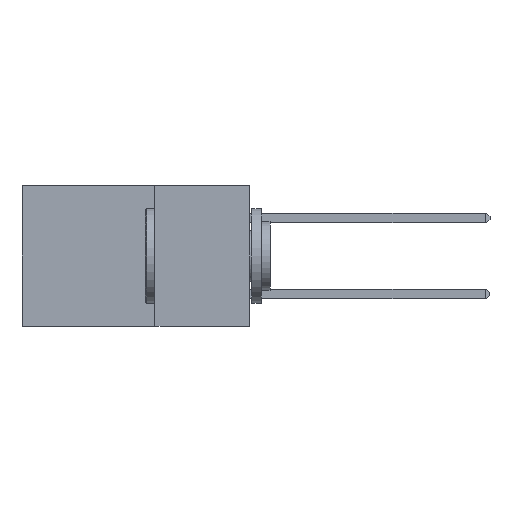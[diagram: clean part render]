
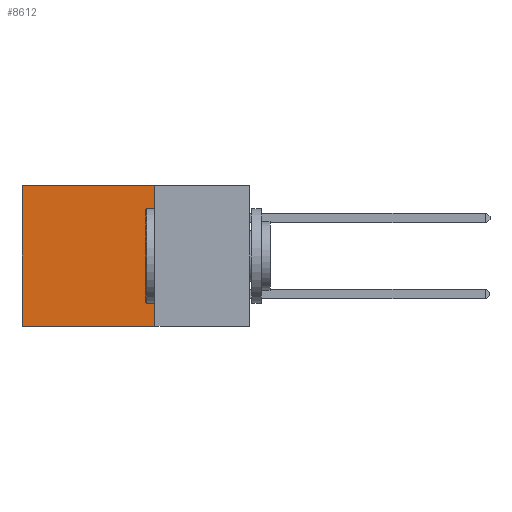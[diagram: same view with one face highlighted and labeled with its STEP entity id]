
A CAD part, left-side view. The second image highlights one B-rep face of the part: STEP entity #8612.
In plain terms, the highlighted planar face has unit normal (-1, 0, 0).
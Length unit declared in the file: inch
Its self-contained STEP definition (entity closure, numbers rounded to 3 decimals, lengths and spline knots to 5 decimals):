
#51 = AXIS2_PLACEMENT_3D ( 'NONE', #7709, #19467, #9437 ) ;
#419 = FACE_OUTER_BOUND ( 'NONE', #2862, .T. ) ;
#1002 = ORIENTED_EDGE ( 'NONE', *, *, #10269, .T. ) ;
#1252 = DIRECTION ( 'NONE',  ( 0., 1., 0. ) ) ;
#2464 = DIRECTION ( 'NONE',  ( 0., 0., -1. ) ) ;
#2571 = EDGE_CURVE ( 'NONE', #14292, #5112, #21509, .T. ) ;
#2746 = ORIENTED_EDGE ( 'NONE', *, *, #2571, .F. ) ;
#2854 = CARTESIAN_POINT ( 'NONE',  ( 0.2875, 0.25, 0. ) ) ;
#2862 = EDGE_LOOP ( 'NONE', ( #1002, #4996, #2746, #9143 ) ) ;
#3356 = LINE ( 'NONE', #8769, #7924 ) ;
#4996 = ORIENTED_EDGE ( 'NONE', *, *, #9327, .F. ) ;
#5112 = VERTEX_POINT ( 'NONE', #20927 ) ;
#6257 = VERTEX_POINT ( 'NONE', #6761 ) ;
#6761 = CARTESIAN_POINT ( 'NONE',  ( 0.2875, 0.6, 0. ) ) ;
#7709 = CARTESIAN_POINT ( 'NONE',  ( 0.2875, 0.25, 0. ) ) ;
#7924 = VECTOR ( 'NONE', #17105, 39.37008 ) ;
#8612 = ADVANCED_FACE ( 'NONE', ( #419 ), #16093, .F. ) ;
#8769 = CARTESIAN_POINT ( 'NONE',  ( 0.2875, 0.6, 0. ) ) ;
#9143 = ORIENTED_EDGE ( 'NONE', *, *, #13948, .T. ) ;
#9327 = EDGE_CURVE ( 'NONE', #5112, #19234, #13254, .T. ) ;
#9437 = DIRECTION ( 'NONE',  ( 0., 0., -1. ) ) ;
#10168 = LINE ( 'NONE', #11701, #10699 ) ;
#10269 = EDGE_CURVE ( 'NONE', #6257, #19234, #3356, .T. ) ;
#10699 = VECTOR ( 'NONE', #11772, 39.37008 ) ;
#11701 = CARTESIAN_POINT ( 'NONE',  ( 0.2875, 0.25, 0. ) ) ;
#11772 = DIRECTION ( 'NONE',  ( 0., 1., 0. ) ) ;
#12710 = VECTOR ( 'NONE', #1252, 39.37008 ) ;
#13254 = LINE ( 'NONE', #21543, #12710 ) ;
#13948 = EDGE_CURVE ( 'NONE', #14292, #6257, #10168, .T. ) ;
#14125 = CARTESIAN_POINT ( 'NONE',  ( 0.2875, 0.6, -0.37 ) ) ;
#14292 = VERTEX_POINT ( 'NONE', #20899 ) ;
#16093 = PLANE ( 'NONE',  #51 ) ;
#17053 = VECTOR ( 'NONE', #2464, 39.37008 ) ;
#17105 = DIRECTION ( 'NONE',  ( 0., 0., -1. ) ) ;
#19234 = VERTEX_POINT ( 'NONE', #14125 ) ;
#19467 = DIRECTION ( 'NONE',  ( 1., 0., 0. ) ) ;
#20899 = CARTESIAN_POINT ( 'NONE',  ( 0.2875, 0.25, 0. ) ) ;
#20927 = CARTESIAN_POINT ( 'NONE',  ( 0.2875, 0.25, -0.37 ) ) ;
#21509 = LINE ( 'NONE', #2854, #17053 ) ;
#21543 = CARTESIAN_POINT ( 'NONE',  ( 0.2875, 0.25, -0.37 ) ) ;
